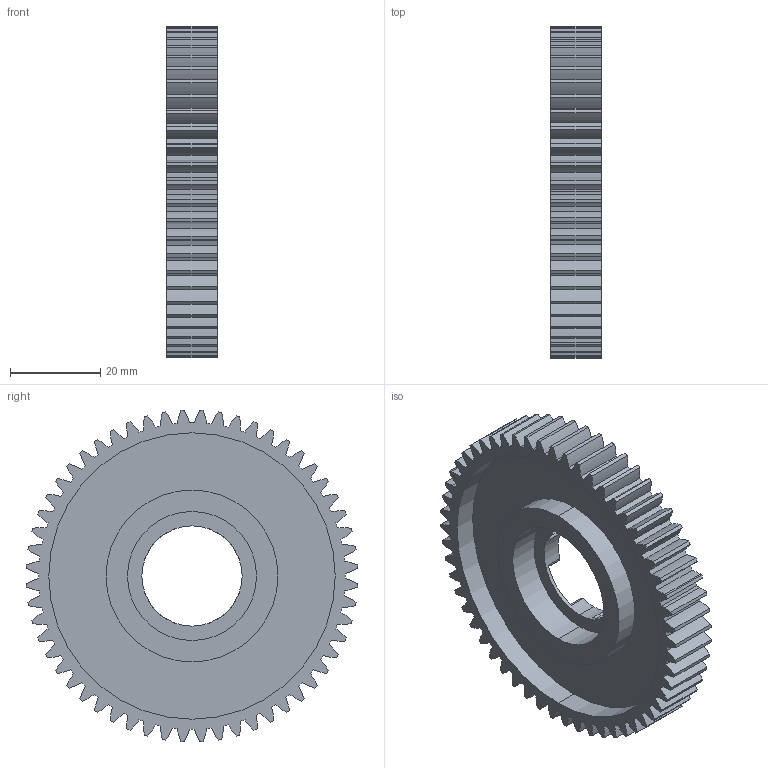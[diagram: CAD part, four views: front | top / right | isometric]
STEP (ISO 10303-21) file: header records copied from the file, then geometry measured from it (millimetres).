
FILE_DESCRIPTION (( 'STEP AP214' ), '1' );
FILE_NAME ('am-3491 56T 20DP Dog Pattern Gear.STEP', '2016-11-04T21:05:24', ( '' ), ( '' ), 'SwSTEP 2.0', 'SolidWorks 2014', '' );
FILE_SCHEMA (( 'AUTOMOTIVE_DESIGN' ));
Length unit declared in the file: inch
Products named in the file (1): am-3491 56T 20DP Dog Pattern Gear
Bounding box: 11.11 x 73.58 x 73.58 mm (x, y, z)
Volume: 18196.4 mm3; surface area: 15413.7 mm2
Topology: 1 solids, 1 shells, 282 faces, 828 edges, 552 vertices
Faces by surface type: cylinder 264, plane 18
Entity records: 9752 total; most frequent: DIRECTION 1930, CARTESIAN_POINT 1663, ORIENTED_EDGE 1656, EDGE_CURVE 828, AXIS2_PLACEMENT_3D 819, VERTEX_POINT 552, CIRCLE 536, VECTOR 292
